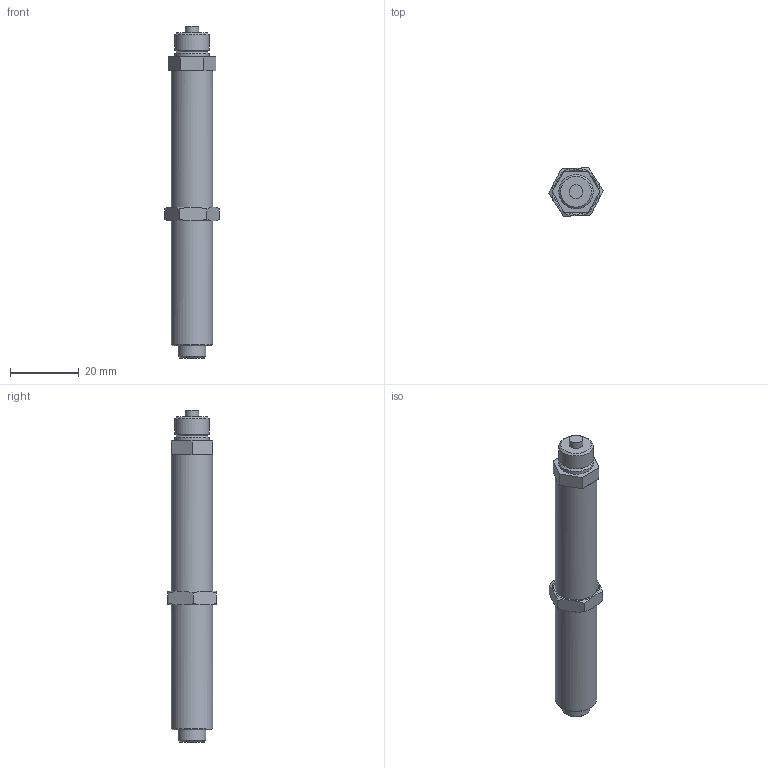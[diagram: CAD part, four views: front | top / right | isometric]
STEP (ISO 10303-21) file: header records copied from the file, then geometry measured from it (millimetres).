
FILE_DESCRIPTION(/* description */ (''),/* implementation_level */ '2;1');
FILE_NAME(/* name */ 'AY000082.stp',/* time_stamp */ '2016-09-29T13:36:58+02:00',/* author */ ('mitarbeiter'),/* organization */ (''),/* preprocessor_version */ 'ST-DEVELOPER v15.2',/* originating_system */ 'Autodesk Inventor 2014',/* authorisation */ '');
FILE_SCHEMA (('AUTOMOTIVE_DESIGN { 1 0 10303 214 3 1 1 }'));
Length unit declared in the file: millimetre
Products named in the file (3): AY000082; Mutter M12x1
Bounding box: 15.91 x 14.2 x 96.5 mm (x, y, z)
Volume: 6126.1 mm3; surface area: 6464.1 mm2
Topology: 3 solids, 3 shells, 61 faces, 135 edges, 83 vertices
Faces by surface type: plane 34, cone 19, cylinder 8
Full cylindrical faces by diameter (mm): 2.5 x1, 4 x1, 8 x2, 10 x2, 12 x2
Entity records: 1609 total; most frequent: CARTESIAN_POINT 311, DIRECTION 270, ORIENTED_EDGE 234, EDGE_CURVE 117, AXIS2_PLACEMENT_3D 111, EDGE_LOOP 82, VERTEX_POINT 80, FACE_OUTER_BOUND 61
